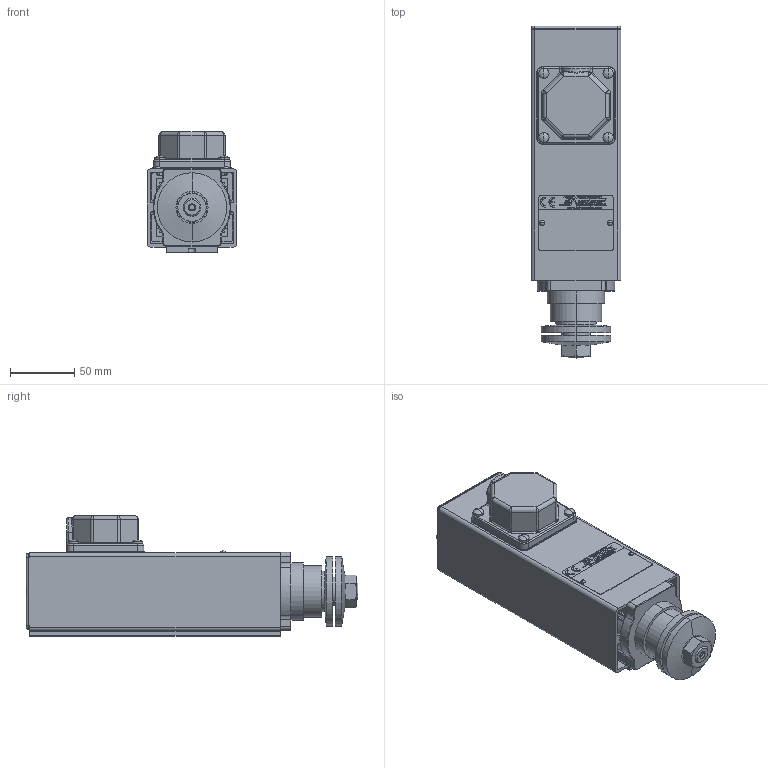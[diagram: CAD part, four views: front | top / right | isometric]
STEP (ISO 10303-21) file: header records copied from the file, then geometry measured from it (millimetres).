
FILE_DESCRIPTION(('HOOPS Exchange Step'),'2;1');
FILE_NAME('export-C7ACC9F4-A23F-4D6B-A2C3-38F240A59A67.stp','2023-03-27T12:54:37+02:00',('Engineering'),('Alibre'),'HOOPS Exchange 2021.0','Alibre','Unknown authorisation');
FILE_SCHEMA( ('AP242_MANAGED_MODEL_BASED_3D_ENGINEERING_MIM_LF {1 0 10303 442 1 1 4 }') );
Length unit declared in the file: millimetre
Products named in the file (1): 6264 SawMotor NC35-D-SB-BT-0.5kW-RH-12000RPM
Bounding box: 70 x 258.7 x 94 mm (x, y, z)
Surface area: 136473.5 mm2 (no closed solid volume)
Topology: 0 solids, 1483 shells, 1566 faces, 8112 edges, 7934 vertices
Faces by surface type: plane 1061, cylinder 359, cone 58, bspline 47, sphere 22, torus 19
Entity records: 88460 total; most frequent: CARTESIAN_POINT 24140, DIRECTION 10528, ORIENTED_EDGE 8252, EDGE_CURVE 8090, VERTEX_POINT 7934, VECTOR 4250, LINE 4250, AXIS2_PLACEMENT_3D 3139
